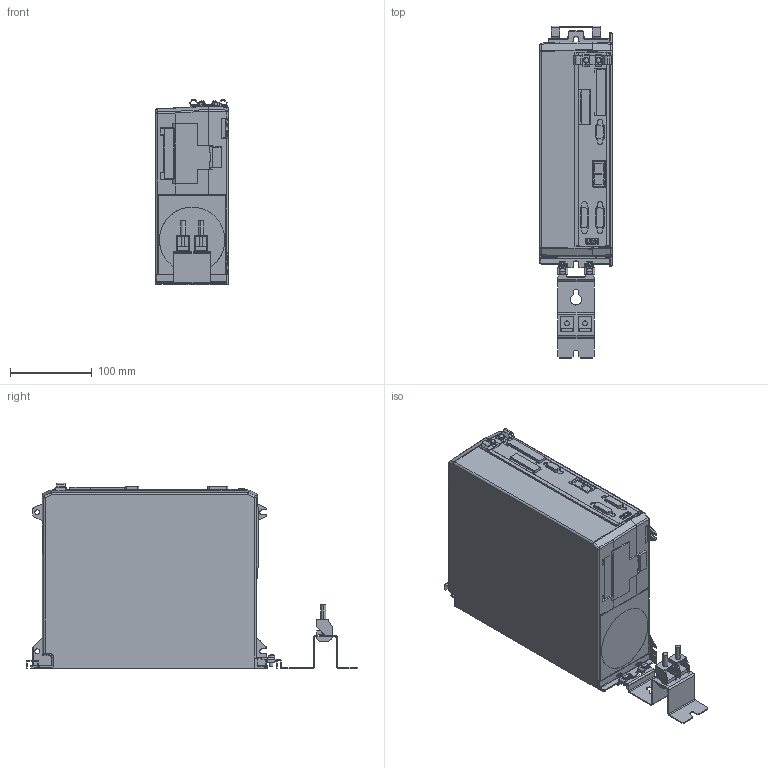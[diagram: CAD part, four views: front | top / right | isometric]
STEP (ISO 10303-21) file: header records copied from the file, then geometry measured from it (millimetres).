
FILE_DESCRIPTION (( 'STEP AP214' ), '1' );
FILE_NAME ('S6-4T01-A010.STEP', '2023-01-11T10:42:24', ( '' ), ( '' ), 'SwSTEP 2.0', 'SolidWorks 2022', '' );
FILE_SCHEMA (( 'AUTOMOTIVE_DESIGN' ));
Length unit declared in the file: millimetre
Products named in the file (3): S6-4T01-A010-1; Schirmbügel-2; S6-4T01-A010
Assembly tree (2 placements, depth 2):
  S6-4T01-A010
    S6-4T01-A010-1
    Schirmbügel-2
Bounding box: 89 x 406 x 226.59 mm (x, y, z)
Volume: 5070261.5 mm3; surface area: 240265.7 mm2
Topology: 3 solids, 3 shells, 1076 faces, 2878 edges, 1835 vertices
Faces by surface type: plane 599, cylinder 315, bspline 103, cone 53, sphere 4, torus 2
Entity records: 54763 total; most frequent: CARTESIAN_POINT 29346, ORIENTED_EDGE 5740, DIRECTION 4331, EDGE_CURVE 2870, VERTEX_POINT 1835, LINE 1725, VECTOR 1725, AXIS2_PLACEMENT_3D 1303
